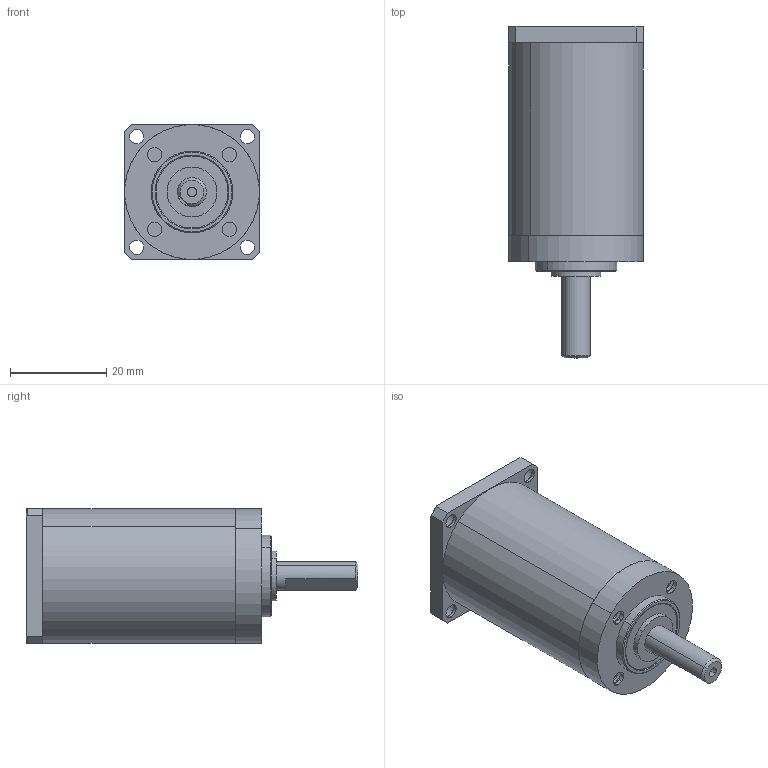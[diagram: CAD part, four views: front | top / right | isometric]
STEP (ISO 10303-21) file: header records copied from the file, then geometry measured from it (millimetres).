
FILE_DESCRIPTION (( 'STEP AP214' ), '1' );
FILE_NAME ('28XG行星减速三级速比.STEP', '2023-08-07T17:56:49', ( '' ), ( '' ), 'SwSTEP 2.0', 'SolidWorks 2021', '' );
FILE_SCHEMA (( 'AUTOMOTIVE_DESIGN' ));
Length unit declared in the file: millimetre
Products named in the file (4): 28XG行星减速三级速比; 28XG俴陎熬厒傷裔; 28XG行星减速三级速比机身; 28XG俴陎熬厒菁釱
Assembly tree (3 placements, depth 2):
  28XG行星减速三级速比
    28XG俴陎熬厒菁釱
    28XG俴陎熬厒傷裔
    28XG行星减速三级速比机身
Bounding box: 28 x 69 x 28 mm (x, y, z)
Volume: 30250 mm3; surface area: 9238.8 mm2
Topology: 3 solids, 3 shells, 139 faces, 342 edges, 215 vertices
Faces by surface type: cylinder 82, plane 30, cone 15, bspline 12
Entity records: 9655 total; most frequent: CARTESIAN_POINT 6048, ORIENTED_EDGE 684, DIRECTION 591, EDGE_CURVE 342, AXIS2_PLACEMENT_3D 222, VERTEX_POINT 215, EDGE_LOOP 163, LINE 147
